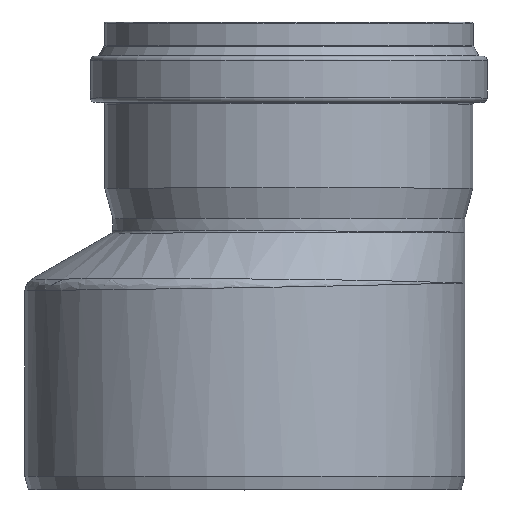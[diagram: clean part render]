
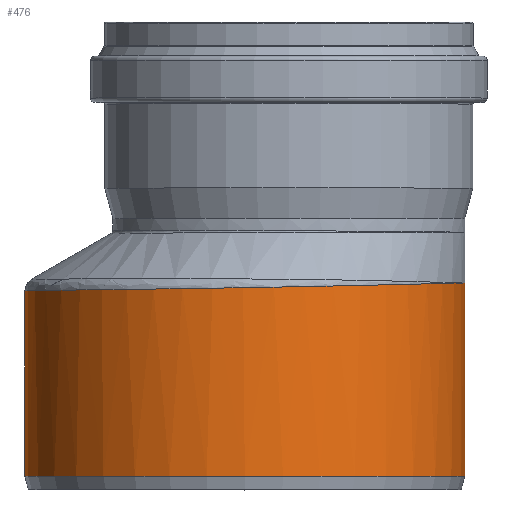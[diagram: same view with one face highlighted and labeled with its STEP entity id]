
A CAD part, top view. The second image highlights one B-rep face of the part: STEP entity #476.
In plain terms, the highlighted cylindrical face has radius 200 mm (diameter 400 mm), a full revolution.
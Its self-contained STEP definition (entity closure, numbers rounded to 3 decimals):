
#30=CYLINDRICAL_SURFACE('',#519,200.);
#51=B_SPLINE_CURVE_WITH_KNOTS('',3,(#2494,#2495,#2496,#2497,#2498,#2499,
#2500,#2501,#2502,#2503,#2504,#2505,#2506,#2507,#2508,#2509,#2510,#2511,
#2512,#2513,#2514,#2515,#2516,#2517,#2518,#2519,#2520,#2521,#2522,#2523,
#2524,#2525,#2526,#2527,#2528,#2529,#2530,#2531,#2532,#2533,#2534,#2535,
#2536,#2537,#2538,#2539,#2540,#2541,#2542,#2543,#2544,#2545,#2546,#2547,
#2548,#2549,#2550,#2551,#2552,#2553,#2554,#2555,#2556),.UNSPECIFIED.,.T.,
 .F.,(4,2,1,1,1,1,1,1,1,1,1,1,1,1,1,1,1,1,1,1,1,1,1,1,1,1,1,1,1,1,1,1,1,
1,1,1,1,1,1,1,1,1,1,1,1,1,1,1,1,1,1,1,1,1,1,1,1,2,4),(-0.363,
0.,5.839,7.299,8.759,11.678,13.138,
14.598,17.517,20.437,21.897,23.356,
26.276,27.736,29.195,32.115,33.575,
35.034,37.954,40.874,42.333,43.793,
46.713,49.632,51.092,52.552,54.011,
56.931,58.391,61.31,62.77,64.23,
67.149,70.069,71.529,74.448,75.908,
78.828,81.747,82.477,84.667,86.126,
87.586,90.506,93.425,93.79,94.885,
96.345,99.264,100.724,101.089,102.184,
105.103,108.023,109.483,110.942,112.402,
116.782,117.129),.UNSPECIFIED.);
#71=FACE_BOUND('',#163,.T.);
#115=FACE_OUTER_BOUND('',#162,.T.);
#162=EDGE_LOOP('',(#392));
#163=EDGE_LOOP('',(#393));
#234=CIRCLE('',#517,200.);
#270=VERTEX_POINT('',#744);
#277=VERTEX_POINT('',#2493);
#314=EDGE_CURVE('',#270,#270,#234,.T.);
#324=EDGE_CURVE('',#277,#277,#51,.T.);
#392=ORIENTED_EDGE('',*,*,#314,.T.);
#393=ORIENTED_EDGE('',*,*,#324,.F.);
#476=ADVANCED_FACE('',(#115,#71),#30,.T.);
#517=AXIS2_PLACEMENT_3D('',#745,#597,#598);
#519=AXIS2_PLACEMENT_3D('',#2666,#601,#602);
#597=DIRECTION('center_axis',(0.,1.,0.));
#598=DIRECTION('ref_axis',(1.,0.,0.));
#601=DIRECTION('center_axis',(0.,-1.,0.));
#602=DIRECTION('ref_axis',(1.,0.,0.));
#744=CARTESIAN_POINT('',(-240.05,11.1,0.));
#745=CARTESIAN_POINT('Origin',(-40.05,11.1,0.));
#2493=CARTESIAN_POINT('',(159.95,186.928,0.));
#2494=CARTESIAN_POINT('Ctrl Pts',(159.95,186.928,0.));
#2495=CARTESIAN_POINT('Ctrl Pts',(159.95,186.928,-1.287));
#2496=CARTESIAN_POINT('Ctrl Pts',(159.937,186.928,-2.573));
#2497=CARTESIAN_POINT('Ctrl Pts',(159.533,186.917,-24.578));
#2498=CARTESIAN_POINT('Ctrl Pts',(154.897,186.797,-50.657));
#2499=CARTESIAN_POINT('Ctrl Pts',(143.633,186.504,-79.622));
#2500=CARTESIAN_POINT('Ctrl Pts',(134.588,186.269,-98.467));
#2501=CARTESIAN_POINT('Ctrl Pts',(123.322,185.978,-116.189));
#2502=CARTESIAN_POINT('Ctrl Pts',(110.18,185.643,-132.331));
#2503=CARTESIAN_POINT('Ctrl Pts',(95.894,185.283,-147.337));
#2504=CARTESIAN_POINT('Ctrl Pts',(75.693,184.787,-164.121));
#2505=CARTESIAN_POINT('Ctrl Pts',(53.186,184.264,-177.469));
#2506=CARTESIAN_POINT('Ctrl Pts',(34.267,183.849,-185.896));
#2507=CARTESIAN_POINT('Ctrl Pts',(14.596,183.435,-192.89));
#2508=CARTESIAN_POINT('Ctrl Pts',(-5.882,183.033,-197.543));
#2509=CARTESIAN_POINT('Ctrl Pts',(-26.576,182.658,-199.747));
#2510=CARTESIAN_POINT('Ctrl Pts',(-47.297,182.302,-200.341));
#2511=CARTESIAN_POINT('Ctrl Pts',(-68.185,181.971,-198.498));
#2512=CARTESIAN_POINT('Ctrl Pts',(-88.642,181.673,-194.215));
#2513=CARTESIAN_POINT('Ctrl Pts',(-108.557,181.398,-188.402));
#2514=CARTESIAN_POINT('Ctrl Pts',(-132.569,181.092,-178.238));
#2515=CARTESIAN_POINT('Ctrl Pts',(-154.829,180.834,-164.367));
#2516=CARTESIAN_POINT('Ctrl Pts',(-170.998,180.658,-151.433));
#2517=CARTESIAN_POINT('Ctrl Pts',(-186.216,180.499,-137.215));
#2518=CARTESIAN_POINT('Ctrl Pts',(-203.116,180.332,-117.194));
#2519=CARTESIAN_POINT('Ctrl Pts',(-216.573,180.207,-95.015));
#2520=CARTESIAN_POINT('Ctrl Pts',(-225.238,180.129,-76.072));
#2521=CARTESIAN_POINT('Ctrl Pts',(-230.585,180.082,-61.455));
#2522=CARTESIAN_POINT('Ctrl Pts',(-236.185,180.033,-41.472));
#2523=CARTESIAN_POINT('Ctrl Pts',(-239.432,180.005,-20.882));
#2524=CARTESIAN_POINT('Ctrl Pts',(-240.456,179.997,5.025));
#2525=CARTESIAN_POINT('Ctrl Pts',(-238.858,180.01,25.772));
#2526=CARTESIAN_POINT('Ctrl Pts',(-234.863,180.045,46.145));
#2527=CARTESIAN_POINT('Ctrl Pts',(-229.266,180.093,66.226));
#2528=CARTESIAN_POINT('Ctrl Pts',(-219.447,180.181,90.23));
#2529=CARTESIAN_POINT('Ctrl Pts',(-205.869,180.307,112.685));
#2530=CARTESIAN_POINT('Ctrl Pts',(-189.8,180.463,133.28));
#2531=CARTESIAN_POINT('Ctrl Pts',(-175.226,180.612,148.041));
#2532=CARTESIAN_POINT('Ctrl Pts',(-154.834,180.834,164.373));
#2533=CARTESIAN_POINT('Ctrl Pts',(-132.536,181.092,178.246));
#2534=CARTESIAN_POINT('Ctrl Pts',(-111.048,181.366,187.351));
#2535=CARTESIAN_POINT('Ctrl Pts',(-91.152,181.637,193.591));
#2536=CARTESIAN_POINT('Ctrl Pts',(-75.855,181.857,197.099));
#2537=CARTESIAN_POINT('Ctrl Pts',(-57.733,182.137,199.419));
#2538=CARTESIAN_POINT('Ctrl Pts',(-37.051,182.473,200.448));
#2539=CARTESIAN_POINT('Ctrl Pts',(-10.94,182.934,198.704));
#2540=CARTESIAN_POINT('Ctrl Pts',(10.792,183.36,193.749));
#2541=CARTESIAN_POINT('Ctrl Pts',(25.618,183.667,188.97));
#2542=CARTESIAN_POINT('Ctrl Pts',(35.338,183.873,185.415));
#2543=CARTESIAN_POINT('Ctrl Pts',(53.19,184.264,177.476));
#2544=CARTESIAN_POINT('Ctrl Pts',(71.247,184.684,166.748));
#2545=CARTESIAN_POINT('Ctrl Pts',(84.707,185.01,156.432));
#2546=CARTESIAN_POINT('Ctrl Pts',(92.64,185.204,149.717));
#2547=CARTESIAN_POINT('Ctrl Pts',(104.091,185.488,139.233));
#2548=CARTESIAN_POINT('Ctrl Pts',(120.546,185.906,120.587));
#2549=CARTESIAN_POINT('Ctrl Pts',(134.596,186.269,98.424));
#2550=CARTESIAN_POINT('Ctrl Pts',(143.579,186.503,79.756));
#2551=CARTESIAN_POINT('Ctrl Pts',(149.241,186.65,65.194));
#2552=CARTESIAN_POINT('Ctrl Pts',(156.796,186.846,40.13));
#2553=CARTESIAN_POINT('Ctrl Pts',(159.636,186.92,19.221));
#2554=CARTESIAN_POINT('Ctrl Pts',(159.938,186.928,2.463));
#2555=CARTESIAN_POINT('Ctrl Pts',(159.95,186.928,1.232));
#2556=CARTESIAN_POINT('Ctrl Pts',(159.95,186.928,0.));
#2666=CARTESIAN_POINT('Origin',(-40.05,99.464,0.));
